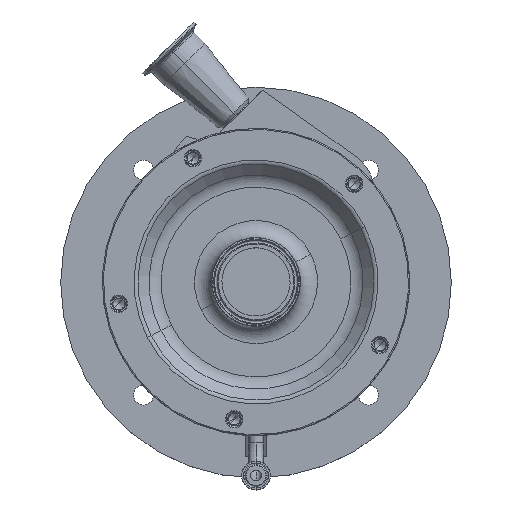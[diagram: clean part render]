
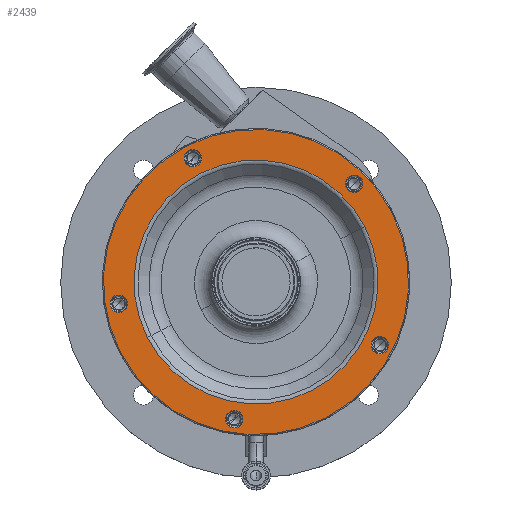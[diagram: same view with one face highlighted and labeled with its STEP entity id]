
A CAD part, top view. The second image highlights one B-rep face of the part: STEP entity #2439.
In plain terms, the highlighted planar face has unit normal (0, 0, 1).
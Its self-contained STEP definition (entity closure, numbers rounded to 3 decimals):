
#11 = CARTESIAN_POINT ( 'NONE',  ( -119.395, -60.835, 316. ) ) ;
#65 = CARTESIAN_POINT ( 'NONE',  ( -62.197, 105.233, 316. ) ) ;
#262 = DIRECTION ( 'NONE',  ( -0.891, -0.454, 0. ) ) ;
#293 = VERTEX_POINT ( 'NONE', #4264 ) ;
#309 = CARTESIAN_POINT ( 'NONE',  ( -19.085, -120.498, 316. ) ) ;
#384 = DIRECTION ( 'NONE',  ( -0.891, -0.454, 0. ) ) ;
#412 = AXIS2_PLACEMENT_3D ( 'NONE', #4425, #4311, #5881 ) ;
#488 = DIRECTION ( 'NONE',  ( -0.891, -0.454, 0. ) ) ;
#542 = ORIENTED_EDGE ( 'NONE', *, *, #1118, .T. ) ;
#561 = CIRCLE ( 'NONE', #4143, 134. ) ;
#572 = EDGE_CURVE ( 'NONE', #2781, #8194, #4343, .T. ) ;
#659 = FACE_OUTER_BOUND ( 'NONE', #10642, .T. ) ;
#823 = ORIENTED_EDGE ( 'NONE', *, *, #2343, .F. ) ;
#925 = ORIENTED_EDGE ( 'NONE', *, *, #10637, .T. ) ;
#1118 = EDGE_CURVE ( 'NONE', #3511, #6957, #3803, .T. ) ;
#1126 = CARTESIAN_POINT ( 'NONE',  ( 86.267, 86.267, 316. ) ) ;
#1172 = DIRECTION ( 'NONE',  ( 0., 0., -1. ) ) ;
#1333 = PLANE ( 'NONE',  #10543 ) ;
#1507 = FACE_BOUND ( 'NONE', #2533, .T. ) ;
#1639 = CARTESIAN_POINT ( 'NONE',  ( -25.896, -123.968, 316. ) ) ;
#1815 = ORIENTED_EDGE ( 'NONE', *, *, #6244, .T. ) ;
#1881 = AXIS2_PLACEMENT_3D ( 'NONE', #9579, #4515, #262 ) ;
#1934 = DIRECTION ( 'NONE',  ( 0., 0., -1. ) ) ;
#2053 = AXIS2_PLACEMENT_3D ( 'NONE', #309, #6303, #10499 ) ;
#2089 = DIRECTION ( 'NONE',  ( -0.891, -0.454, 0. ) ) ;
#2090 = ORIENTED_EDGE ( 'NONE', *, *, #3113, .T. ) ;
#2095 = CARTESIAN_POINT ( 'NONE',  ( 0., 0., 316. ) ) ;
#2175 = DIRECTION ( 'NONE',  ( -0.891, -0.454, 0. ) ) ;
#2260 = AXIS2_PLACEMENT_3D ( 'NONE', #1126, #9726, #2089 ) ;
#2297 = CARTESIAN_POINT ( 'NONE',  ( 108.703, -55.387, 316. ) ) ;
#2343 = EDGE_CURVE ( 'NONE', #9999, #293, #561, .T. ) ;
#2439 = ADVANCED_FACE ( 'NONE', ( #8935, #8156, #1507, #10030, #10691, #659, #4805 ), #1333, .F. ) ;
#2533 = EDGE_LOOP ( 'NONE', ( #8569, #925 ) ) ;
#2666 = CIRCLE ( 'NONE', #6045, 134. ) ;
#2757 = CARTESIAN_POINT ( 'NONE',  ( -95.401, -48.609, 316. ) ) ;
#2781 = VERTEX_POINT ( 'NONE', #5025 ) ;
#2919 = EDGE_CURVE ( 'NONE', #5330, #8900, #10730, .T. ) ;
#2970 = VERTEX_POINT ( 'NONE', #1639 ) ;
#3113 = EDGE_CURVE ( 'NONE', #8900, #5330, #5977, .T. ) ;
#3236 = VERTEX_POINT ( 'NONE', #4563 ) ;
#3245 = CARTESIAN_POINT ( 'NONE',  ( -60.835, 119.395, 316. ) ) ;
#3477 = CIRCLE ( 'NONE', #6507, 7.644 ) ;
#3487 = DIRECTION ( 'NONE',  ( 0., 0., -1. ) ) ;
#3511 = VERTEX_POINT ( 'NONE', #7878 ) ;
#3697 = AXIS2_PLACEMENT_3D ( 'NONE', #2297, #5780, #10823 ) ;
#3803 = CIRCLE ( 'NONE', #6868, 7.644 ) ;
#4004 = ORIENTED_EDGE ( 'NONE', *, *, #10373, .T. ) ;
#4051 = EDGE_LOOP ( 'NONE', ( #8350, #6438 ) ) ;
#4143 = AXIS2_PLACEMENT_3D ( 'NONE', #9555, #10589, #384 ) ;
#4150 = EDGE_CURVE ( 'NONE', #8194, #2781, #3477, .T. ) ;
#4151 = AXIS2_PLACEMENT_3D ( 'NONE', #10442, #5928, #5093 ) ;
#4235 = DIRECTION ( 'NONE',  ( 0., 0., -1. ) ) ;
#4250 = CARTESIAN_POINT ( 'NONE',  ( 115.513, -51.917, 316. ) ) ;
#4264 = CARTESIAN_POINT ( 'NONE',  ( 119.395, 60.835, 316. ) ) ;
#4311 = DIRECTION ( 'NONE',  ( 0., 0., -1. ) ) ;
#4343 = CIRCLE ( 'NONE', #4151, 7.644 ) ;
#4347 = CARTESIAN_POINT ( 'NONE',  ( 108.703, -55.387, 316. ) ) ;
#4425 = CARTESIAN_POINT ( 'NONE',  ( 86.267, 86.267, 316. ) ) ;
#4515 = DIRECTION ( 'NONE',  ( 0., 0., -1. ) ) ;
#4563 = CARTESIAN_POINT ( 'NONE',  ( -12.274, -117.028, 316. ) ) ;
#4805 = FACE_BOUND ( 'NONE', #6271, .T. ) ;
#4843 = VERTEX_POINT ( 'NONE', #9531 ) ;
#4965 = VERTEX_POINT ( 'NONE', #5408 ) ;
#4986 = EDGE_CURVE ( 'NONE', #7460, #4843, #9005, .T. ) ;
#5025 = CARTESIAN_POINT ( 'NONE',  ( -48.576, 112.173, 316. ) ) ;
#5093 = DIRECTION ( 'NONE',  ( -0.891, -0.454, 0. ) ) ;
#5133 = DIRECTION ( 'NONE',  ( -0.891, -0.454, 0. ) ) ;
#5224 = DIRECTION ( 'NONE',  ( 0., 0., -1. ) ) ;
#5231 = CARTESIAN_POINT ( 'NONE',  ( -120.498, -19.085, 316. ) ) ;
#5330 = VERTEX_POINT ( 'NONE', #7941 ) ;
#5408 = CARTESIAN_POINT ( 'NONE',  ( 93.078, 89.737, 316. ) ) ;
#5538 = ORIENTED_EDGE ( 'NONE', *, *, #10057, .T. ) ;
#5619 = CIRCLE ( 'NONE', #8100, 7.644 ) ;
#5695 = DIRECTION ( 'NONE',  ( 0., 0., -1. ) ) ;
#5780 = DIRECTION ( 'NONE',  ( 0., 0., -1. ) ) ;
#5846 = EDGE_LOOP ( 'NONE', ( #2090, #9809 ) ) ;
#5881 = DIRECTION ( 'NONE',  ( -0.891, -0.454, 0. ) ) ;
#5928 = DIRECTION ( 'NONE',  ( 0., 0., -1. ) ) ;
#5954 = ORIENTED_EDGE ( 'NONE', *, *, #4986, .T. ) ;
#5977 = CIRCLE ( 'NONE', #9351, 7.644 ) ;
#6045 = AXIS2_PLACEMENT_3D ( 'NONE', #2095, #10605, #8012 ) ;
#6118 = EDGE_CURVE ( 'NONE', #10887, #4965, #9045, .T. ) ;
#6202 = CIRCLE ( 'NONE', #3697, 7.644 ) ;
#6244 = EDGE_CURVE ( 'NONE', #6957, #3511, #6202, .T. ) ;
#6271 = EDGE_LOOP ( 'NONE', ( #5954, #5538 ) ) ;
#6303 = DIRECTION ( 'NONE',  ( 0., 0., -1. ) ) ;
#6353 = ORIENTED_EDGE ( 'NONE', *, *, #6118, .T. ) ;
#6391 = ORIENTED_EDGE ( 'NONE', *, *, #7103, .F. ) ;
#6438 = ORIENTED_EDGE ( 'NONE', *, *, #4150, .T. ) ;
#6507 = AXIS2_PLACEMENT_3D ( 'NONE', #9764, #1172, #2175 ) ;
#6696 = CIRCLE ( 'NONE', #412, 7.644 ) ;
#6861 = CARTESIAN_POINT ( 'NONE',  ( -120.498, -19.085, 316. ) ) ;
#6868 = AXIS2_PLACEMENT_3D ( 'NONE', #4347, #1934, #10240 ) ;
#6908 = DIRECTION ( 'NONE',  ( -0.891, -0.454, 0. ) ) ;
#6957 = VERTEX_POINT ( 'NONE', #4250 ) ;
#7013 = CARTESIAN_POINT ( 'NONE',  ( 0., 0., 316. ) ) ;
#7044 = AXIS2_PLACEMENT_3D ( 'NONE', #7013, #3487, #6908 ) ;
#7103 = EDGE_CURVE ( 'NONE', #293, #9999, #2666, .T. ) ;
#7373 = CARTESIAN_POINT ( 'NONE',  ( -19.085, -120.498, 316. ) ) ;
#7460 = VERTEX_POINT ( 'NONE', #2757 ) ;
#7878 = CARTESIAN_POINT ( 'NONE',  ( 101.892, -58.857, 316. ) ) ;
#7941 = CARTESIAN_POINT ( 'NONE',  ( -127.309, -22.555, 316. ) ) ;
#8012 = DIRECTION ( 'NONE',  ( -0.891, -0.454, 0. ) ) ;
#8020 = CARTESIAN_POINT ( 'NONE',  ( 79.456, 82.797, 316. ) ) ;
#8100 = AXIS2_PLACEMENT_3D ( 'NONE', #7373, #5695, #10741 ) ;
#8156 = FACE_BOUND ( 'NONE', #8467, .T. ) ;
#8194 = VERTEX_POINT ( 'NONE', #65 ) ;
#8350 = ORIENTED_EDGE ( 'NONE', *, *, #572, .T. ) ;
#8467 = EDGE_LOOP ( 'NONE', ( #1815, #542 ) ) ;
#8480 = CIRCLE ( 'NONE', #2053, 7.644 ) ;
#8569 = ORIENTED_EDGE ( 'NONE', *, *, #10877, .T. ) ;
#8900 = VERTEX_POINT ( 'NONE', #9302 ) ;
#8935 = FACE_BOUND ( 'NONE', #10116, .T. ) ;
#8971 = AXIS2_PLACEMENT_3D ( 'NONE', #6861, #5224, #10112 ) ;
#9005 = CIRCLE ( 'NONE', #1881, 107.071 ) ;
#9045 = CIRCLE ( 'NONE', #2260, 7.644 ) ;
#9302 = CARTESIAN_POINT ( 'NONE',  ( -113.687, -15.615, 316. ) ) ;
#9351 = AXIS2_PLACEMENT_3D ( 'NONE', #5231, #4235, #5133 ) ;
#9531 = CARTESIAN_POINT ( 'NONE',  ( 95.401, 48.609, 316. ) ) ;
#9555 = CARTESIAN_POINT ( 'NONE',  ( 0., 0., 316. ) ) ;
#9579 = CARTESIAN_POINT ( 'NONE',  ( 0., 0., 316. ) ) ;
#9726 = DIRECTION ( 'NONE',  ( 0., 0., -1. ) ) ;
#9764 = CARTESIAN_POINT ( 'NONE',  ( -55.387, 108.703, 316. ) ) ;
#9808 = DIRECTION ( 'NONE',  ( 0., 0., -1. ) ) ;
#9809 = ORIENTED_EDGE ( 'NONE', *, *, #2919, .T. ) ;
#9999 = VERTEX_POINT ( 'NONE', #11 ) ;
#10030 = FACE_BOUND ( 'NONE', #5846, .T. ) ;
#10057 = EDGE_CURVE ( 'NONE', #4843, #7460, #10376, .T. ) ;
#10112 = DIRECTION ( 'NONE',  ( -0.891, -0.454, 0. ) ) ;
#10116 = EDGE_LOOP ( 'NONE', ( #4004, #6353 ) ) ;
#10240 = DIRECTION ( 'NONE',  ( -0.891, -0.454, 0. ) ) ;
#10373 = EDGE_CURVE ( 'NONE', #4965, #10887, #6696, .T. ) ;
#10376 = CIRCLE ( 'NONE', #7044, 107.071 ) ;
#10442 = CARTESIAN_POINT ( 'NONE',  ( -55.387, 108.703, 316. ) ) ;
#10499 = DIRECTION ( 'NONE',  ( -0.891, -0.454, 0. ) ) ;
#10543 = AXIS2_PLACEMENT_3D ( 'NONE', #3245, #9808, #488 ) ;
#10589 = DIRECTION ( 'NONE',  ( 0., 0., -1. ) ) ;
#10605 = DIRECTION ( 'NONE',  ( 0., 0., -1. ) ) ;
#10637 = EDGE_CURVE ( 'NONE', #2970, #3236, #5619, .T. ) ;
#10642 = EDGE_LOOP ( 'NONE', ( #823, #6391 ) ) ;
#10691 = FACE_BOUND ( 'NONE', #4051, .T. ) ;
#10730 = CIRCLE ( 'NONE', #8971, 7.644 ) ;
#10741 = DIRECTION ( 'NONE',  ( -0.891, -0.454, 0. ) ) ;
#10823 = DIRECTION ( 'NONE',  ( -0.891, -0.454, 0. ) ) ;
#10877 = EDGE_CURVE ( 'NONE', #3236, #2970, #8480, .T. ) ;
#10887 = VERTEX_POINT ( 'NONE', #8020 ) ;
